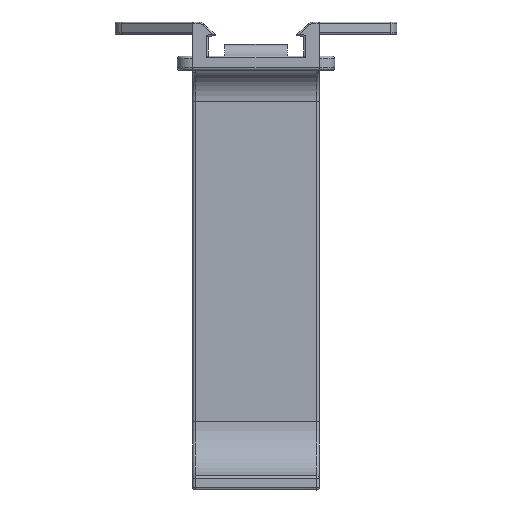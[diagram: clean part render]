
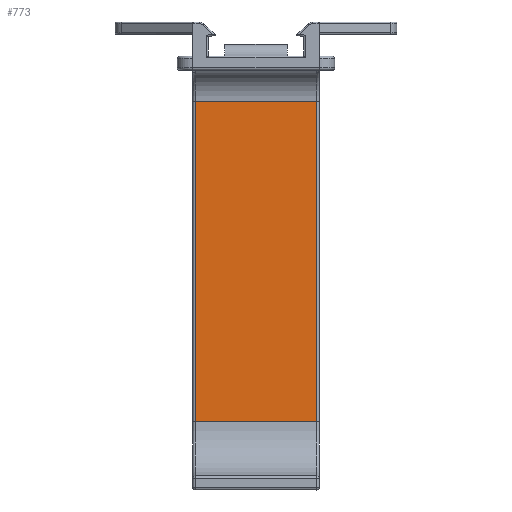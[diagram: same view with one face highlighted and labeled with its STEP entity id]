
A CAD part, front view. The second image highlights one B-rep face of the part: STEP entity #773.
In plain terms, the highlighted planar face has unit normal (0, -1, 0).
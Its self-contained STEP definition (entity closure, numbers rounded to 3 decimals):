
#334 = DIRECTION ( 'NONE',  ( 0., 0., 1. ) ) ;
#363 = DIRECTION ( 'NONE',  ( 0., 0., -1. ) ) ;
#380 = CARTESIAN_POINT ( 'NONE',  ( -7.8, 20.735, 12.8 ) ) ;
#397 = CARTESIAN_POINT ( 'NONE',  ( 7.8, 20.735, 12.8 ) ) ;
#411 = CARTESIAN_POINT ( 'NONE',  ( 13.7, 20.735, -28.302 ) ) ;
#425 = DIRECTION ( 'NONE',  ( -1., 0., 0. ) ) ;
#480 = DIRECTION ( 'NONE',  ( -1., 0., 0. ) ) ;
#488 = CARTESIAN_POINT ( 'NONE',  ( 13.7, 20.735, 12.8 ) ) ;
#773 = ADVANCED_FACE ( 'NONE', ( #2506 ), #3770, .F. ) ;
#2401 = VERTEX_POINT ( 'NONE', #5663 ) ;
#2405 = VERTEX_POINT ( 'NONE', #5704 ) ;
#2506 = FACE_OUTER_BOUND ( 'NONE', #2647, .T. ) ;
#2647 = EDGE_LOOP ( 'NONE', ( #3335, #3339, #3341, #3342 ) ) ;
#2898 = VERTEX_POINT ( 'NONE', #5346 ) ;
#2987 = VERTEX_POINT ( 'NONE', #5235 ) ;
#3335 = ORIENTED_EDGE ( 'NONE', *, *, #8105, .F. ) ;
#3339 = ORIENTED_EDGE ( 'NONE', *, *, #8106, .T. ) ;
#3341 = ORIENTED_EDGE ( 'NONE', *, *, #8100, .T. ) ;
#3342 = ORIENTED_EDGE ( 'NONE', *, *, #8107, .T. ) ;
#3576 = DIRECTION ( 'NONE',  ( 0., 0., 1. ) ) ;
#3768 = CARTESIAN_POINT ( 'NONE',  ( 13.7, 20.735, 12.8 ) ) ;
#3770 = PLANE ( 'NONE',  #7888 ) ;
#3777 = DIRECTION ( 'NONE',  ( 0., 1., 0. ) ) ;
#4208 = VECTOR ( 'NONE', #363, 1000. ) ;
#4210 = VECTOR ( 'NONE', #334, 1000. ) ;
#4211 = LINE ( 'NONE', #380, #4208 ) ;
#4212 = VECTOR ( 'NONE', #425, 1000. ) ;
#4214 = LINE ( 'NONE', #411, #4212 ) ;
#4216 = VECTOR ( 'NONE', #480, 1000. ) ;
#4217 = LINE ( 'NONE', #397, #4210 ) ;
#4218 = LINE ( 'NONE', #488, #4216 ) ;
#5235 = CARTESIAN_POINT ( 'NONE',  ( 7.8, 20.735, -28.302 ) ) ;
#5346 = CARTESIAN_POINT ( 'NONE',  ( -7.8, 20.735, -28.302 ) ) ;
#5663 = CARTESIAN_POINT ( 'NONE',  ( -7.8, 20.735, 12.8 ) ) ;
#5704 = CARTESIAN_POINT ( 'NONE',  ( 7.8, 20.735, 12.8 ) ) ;
#7888 = AXIS2_PLACEMENT_3D ( 'NONE', #3768, #3777, #3576 ) ;
#8100 = EDGE_CURVE ( 'NONE', #2405, #2401, #4218, .T. ) ;
#8105 = EDGE_CURVE ( 'NONE', #2987, #2898, #4214, .T. ) ;
#8106 = EDGE_CURVE ( 'NONE', #2987, #2405, #4217, .T. ) ;
#8107 = EDGE_CURVE ( 'NONE', #2401, #2898, #4211, .T. ) ;
